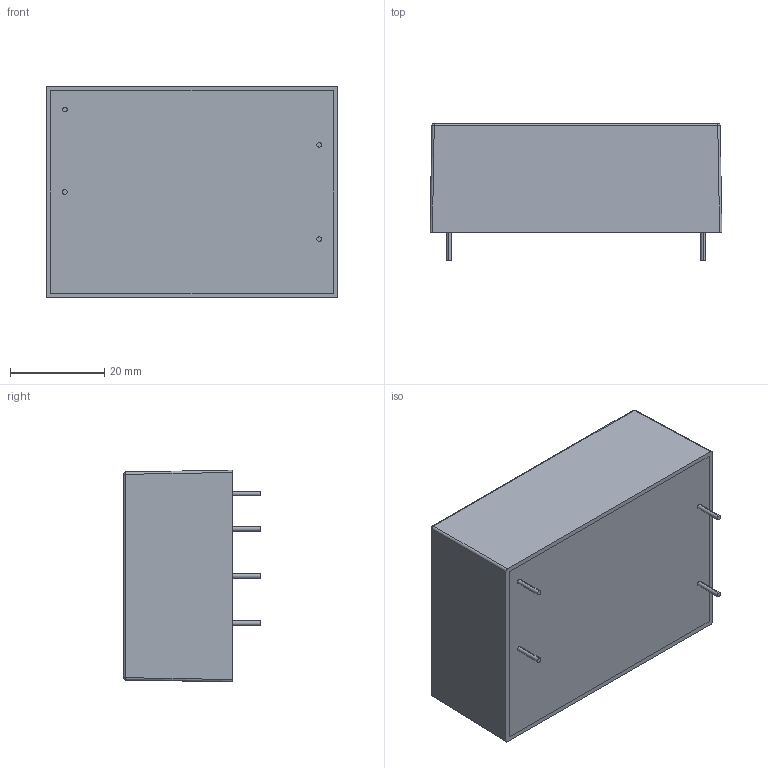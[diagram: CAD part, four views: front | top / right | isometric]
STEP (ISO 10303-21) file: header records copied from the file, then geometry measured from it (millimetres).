
FILE_DESCRIPTION (( 'STEP AP214' ), '1' );
FILE_NAME ('CUI_PSK-15B-S9.step', '2017-08-12T06:37:21', ( '' ), ( '' ), 'SwSTEP 2.0', 'SolidWorks 2017', '' );
FILE_SCHEMA (( 'AUTOMOTIVE_DESIGN' ));
Length unit declared in the file: millimetre
Products named in the file (1): CUI_PSK-15B-S9
Bounding box: 61.98 x 29.09 x 44.96 mm (x, y, z)
Volume: 15128 mm3; surface area: 20651.6 mm2
Topology: 6 solids, 6 shells, 94 faces, 208 edges, 132 vertices
Faces by surface type: plane 74, cylinder 16, sphere 4
Entity records: 2751 total; most frequent: CARTESIAN_POINT 447, DIRECTION 422, ORIENTED_EDGE 416, EDGE_CURVE 208, LINE 176, VECTOR 176, VERTEX_POINT 132, AXIS2_PLACEMENT_3D 123
